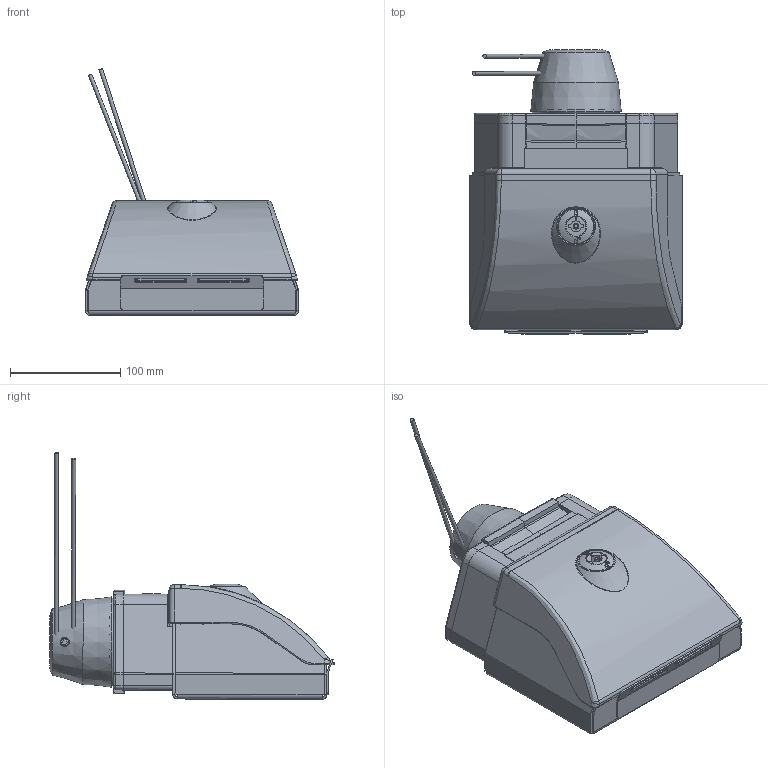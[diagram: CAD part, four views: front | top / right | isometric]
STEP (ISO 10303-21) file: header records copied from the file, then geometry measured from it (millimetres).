
FILE_DESCRIPTION (( 'STEP AP214' ), '1' );
FILE_NAME ('502030200.STEP', '2023-05-08T12:24:04', ( '' ), ( '' ), 'SwSTEP 2.0', 'SolidWorks 2020', '' );
FILE_SCHEMA (( 'AUTOMOTIVE_DESIGN' ));
Length unit declared in the file: millimetre
Products named in the file (33): 40000012405; 98319_1-078_FD; 98319; 82005_680; 12119; 93659; 42467; 12116; 82456; 83123; 98061; 98319_1-077_01_0012267; 42468_50M-00000424680-06; 82458; 98319_1-078_P1; 12101; 93238; 95491; 12118; 83120; 98319_1-078_N; 12117; 502030200; 82389; 98319_248-9803_01-01201_0_H; 82481; 41894; 57023; 98319_100-0545_15-00012(10); 12104; 12120; 57037300; 41880
Assembly tree (52 placements, depth 3):
  502030200
    57037300
      12104
      41880  x2
      12101
      83120
      95491
      83123
      82458
      82389  x2
      82456
      93659  x2
    42468_50M-00000424680-06
    41894
    98319
      98319_248-9803_01-01201_0_H
      98319_1-078_FD
      98319_1-078_P1
      98319_1-077_01_0012267
      98319_1-078_N
      98319_100-0545_15-00012(10)
    82005_680
    93238  x4
    57023
      12116
      12117
      42467
      82481
      12118
      12119
      12120
      93238  x4
      40000012405  x4
    98061  x4
    40000012405  x4
Bounding box: 193.1 x 257.84 x 223.69 mm (x, y, z)
Volume: 915131.5 mm3; surface area: 437495.3 mm2
Topology: 51 solids, 52 shells, 2547 faces, 5990 edges, 3683 vertices
Faces by surface type: plane 1132, cylinder 644, bspline 424, cone 157, torus 119, sphere 71
Full cylindrical faces by diameter (mm): 1.7 x2, 3 x3, 3.5 x2, 4.2 x8, 4.917 x1, 5 x19, 5.3 x4, 5.5 x10, 6 x9, 6.6 x4, 7 x4, 8 x12, 8.5 x8, 9.1 x1, 10 x18, 11 x4, 12.2 x1, 12.3 x1, 13.5 x1, 14 x2, 14.05 x1, 14.9 x1, 16.5 x1, 18 x1, 18.1 x1, 19.294 x1, 19.5 x1, 19.73 x1, 32 x1, 32.5 x1
Entity records: 84988 total; most frequent: CARTESIAN_POINT 35273, ORIENTED_EDGE 10124, DIRECTION 9022, EDGE_CURVE 5062, AXIS2_PLACEMENT_3D 3234, VERTEX_POINT 3234, EDGE_LOOP 2624, LINE 2554
